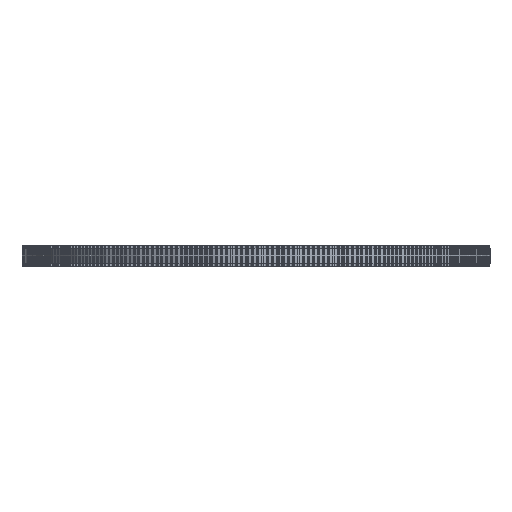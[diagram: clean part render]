
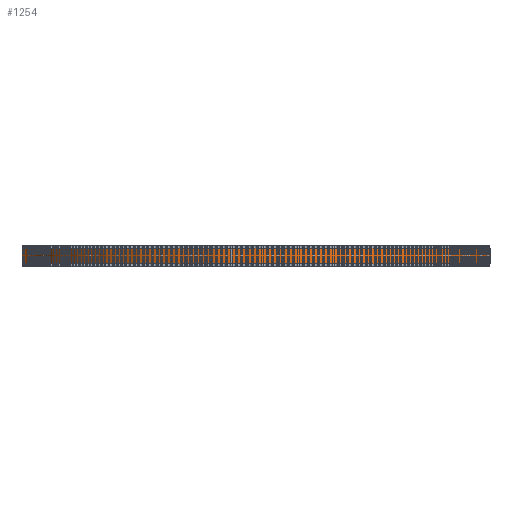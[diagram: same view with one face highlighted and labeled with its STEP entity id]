
A CAD part, left-side view. The second image highlights one B-rep face of the part: STEP entity #1254.
In plain terms, the highlighted cylindrical face has radius 90.082 mm (diameter 180.163 mm), a full revolution.
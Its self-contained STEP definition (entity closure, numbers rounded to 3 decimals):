
#97=FACE_BOUND('',#4656,.T.);
#98=FACE_BOUND('',#4657,.T.);
#1254=ADVANCED_FACE('',(#97,#98),#2387,.T.);
#2387=CYLINDRICAL_SURFACE('',#25047,90.082);
#4656=EDGE_LOOP('',(#13714));
#4657=EDGE_LOOP('',(#13715));
#13714=ORIENTED_EDGE('',*,*,#19378,.T.);
#13715=ORIENTED_EDGE('',*,*,#19379,.T.);
#15980=VERTEX_POINT('',#39780);
#15981=VERTEX_POINT('',#39782);
#19378=EDGE_CURVE('',#15980,#15980,#21644,.T.);
#19379=EDGE_CURVE('',#15981,#15981,#21645,.T.);
#21644=CIRCLE('',#25045,90.082);
#21645=CIRCLE('',#25046,90.082);
#25045=AXIS2_PLACEMENT_3D('',#39779,#32978,#32979);
#25046=AXIS2_PLACEMENT_3D('',#39781,#32980,#32981);
#25047=AXIS2_PLACEMENT_3D('',#39783,#32982,#32983);
#32978=DIRECTION('',(0.,0.,1.));
#32979=DIRECTION('',(1.,0.,0.));
#32980=DIRECTION('',(0.,0.,-1.));
#32981=DIRECTION('',(1.,0.,0.));
#32982=DIRECTION('',(0.,0.,1.));
#32983=DIRECTION('',(1.,0.,0.));
#39779=CARTESIAN_POINT('',(0.,0.,1.));
#39780=CARTESIAN_POINT('',(90.082,0.,1.));
#39781=CARTESIAN_POINT('',(0.,0.,7.));
#39782=CARTESIAN_POINT('',(90.082,0.,7.));
#39783=CARTESIAN_POINT('',(0.,0.,1.));
